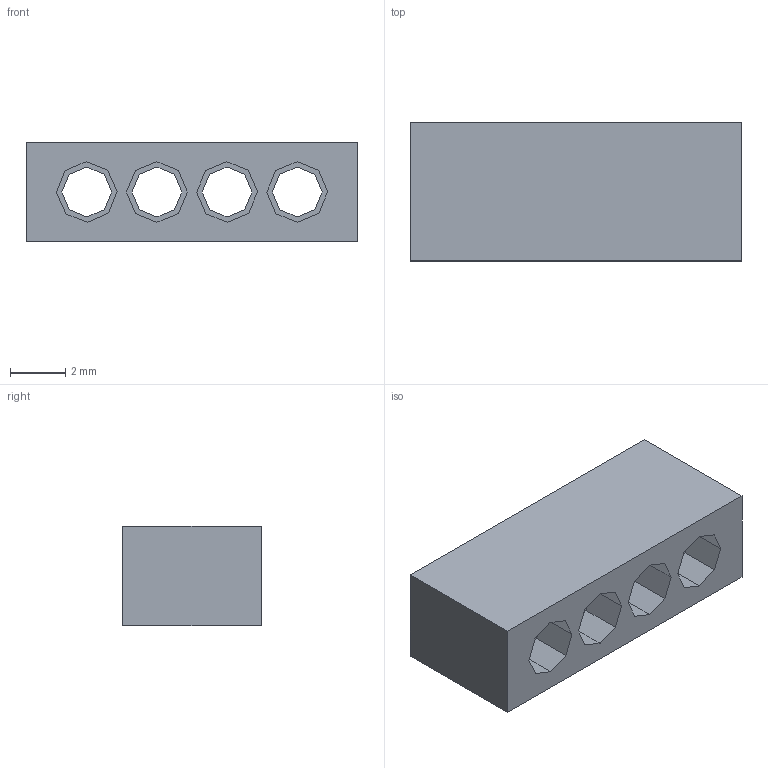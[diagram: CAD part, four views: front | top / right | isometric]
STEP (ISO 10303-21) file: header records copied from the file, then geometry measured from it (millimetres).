
FILE_DESCRIPTION(('FreeCAD Model'),'2;1');
FILE_NAME('Open CASCADE Shape Model','2026-01-20T17:48:27',(''),(''), 'Open CASCADE STEP processor 7.8','FreeCAD','Unknown');
FILE_SCHEMA(('AUTOMOTIVE_DESIGN { 1 0 10303 214 1 1 1 1 }'));
Length unit declared in the file: millimetre
Products named in the file (1): PinSocket_4P
Bounding box: 12 x 5 x 3.6 mm (x, y, z)
Volume: 156.6 mm3; surface area: 349 mm2
Topology: 1 solids, 1 shells, 110 faces, 300 edges, 200 vertices
Faces by surface type: plane 110
Entity records: 3442 total; most frequent: CARTESIAN_POINT 611, ORIENTED_EDGE 600, DIRECTION 522, EDGE_CURVE 300, LINE 300, VECTOR 300, VERTEX_POINT 200, FACE_BOUND 126
